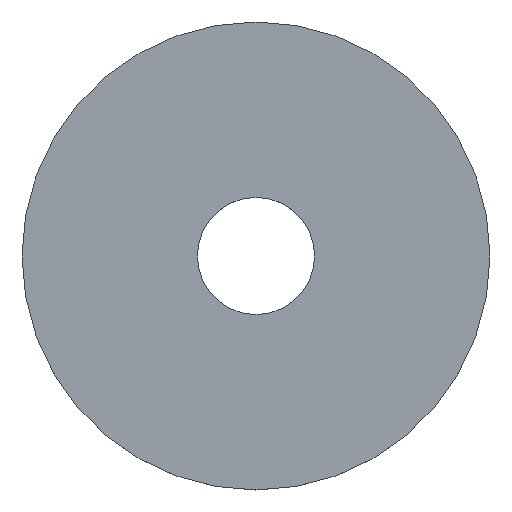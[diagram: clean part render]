
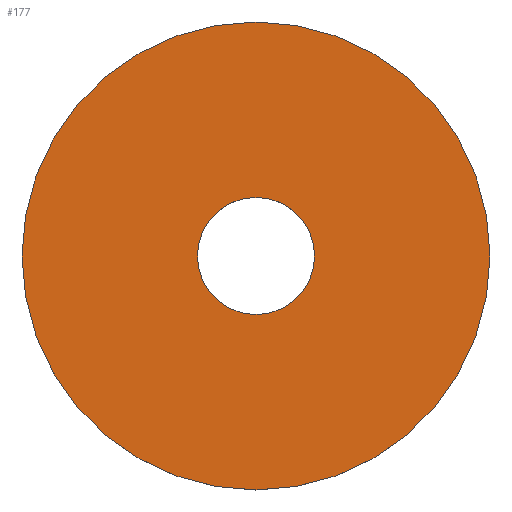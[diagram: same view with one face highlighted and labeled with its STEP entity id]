
A CAD part, top view. The second image highlights one B-rep face of the part: STEP entity #177.
In plain terms, the highlighted planar face has unit normal (0, 0, 1).
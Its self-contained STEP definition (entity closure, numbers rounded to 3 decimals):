
#8 = VERTEX_POINT ( 'NONE', #229 ) ;
#10 = CARTESIAN_POINT ( 'NONE',  ( -10., 0., 3. ) ) ;
#13 = DIRECTION ( 'NONE',  ( 0., 0., 1. ) ) ;
#16 = VERTEX_POINT ( 'NONE', #10 ) ;
#23 = AXIS2_PLACEMENT_3D ( 'NONE', #195, #13, #231 ) ;
#26 = FACE_OUTER_BOUND ( 'NONE', #49, .T. ) ;
#29 = EDGE_LOOP ( 'NONE', ( #190, #247 ) ) ;
#34 = EDGE_CURVE ( 'NONE', #16, #8, #147, .T. ) ;
#39 = DIRECTION ( 'NONE',  ( 0., 0., 1. ) ) ;
#45 = AXIS2_PLACEMENT_3D ( 'NONE', #212, #105, #141 ) ;
#49 = EDGE_LOOP ( 'NONE', ( #210, #214 ) ) ;
#52 = EDGE_CURVE ( 'NONE', #198, #227, #233, .T. ) ;
#88 = CIRCLE ( 'NONE', #237, 10. ) ;
#91 = DIRECTION ( 'NONE',  ( 0., 0., 1. ) ) ;
#101 = FACE_BOUND ( 'NONE', #29, .T. ) ;
#105 = DIRECTION ( 'NONE',  ( 0., 0., 1. ) ) ;
#106 = CARTESIAN_POINT ( 'NONE',  ( 0., 0., 3. ) ) ;
#112 = CARTESIAN_POINT ( 'NONE',  ( 0., 0., 3. ) ) ;
#128 = CARTESIAN_POINT ( 'NONE',  ( 40., 0., 3. ) ) ;
#141 = DIRECTION ( 'NONE',  ( 1., 0., 0. ) ) ;
#143 = DIRECTION ( 'NONE',  ( 1., 0., 0. ) ) ;
#147 = CIRCLE ( 'NONE', #241, 10. ) ;
#148 = CARTESIAN_POINT ( 'NONE',  ( 0., 0., 3. ) ) ;
#152 = DIRECTION ( 'NONE',  ( 1., 0., 0. ) ) ;
#153 = PLANE ( 'NONE',  #225 ) ;
#177 = ADVANCED_FACE ( 'NONE', ( #26, #101 ), #153, .T. ) ;
#182 = CIRCLE ( 'NONE', #23, 40. ) ;
#187 = DIRECTION ( 'NONE',  ( 0., 0., 1. ) ) ;
#188 = EDGE_CURVE ( 'NONE', #8, #16, #88, .T. ) ;
#190 = ORIENTED_EDGE ( 'NONE', *, *, #34, .F. ) ;
#192 = DIRECTION ( 'NONE',  ( 1., 0., 0. ) ) ;
#195 = CARTESIAN_POINT ( 'NONE',  ( 0., 0., 3. ) ) ;
#198 = VERTEX_POINT ( 'NONE', #199 ) ;
#199 = CARTESIAN_POINT ( 'NONE',  ( -40., 0., 3. ) ) ;
#210 = ORIENTED_EDGE ( 'NONE', *, *, #52, .T. ) ;
#212 = CARTESIAN_POINT ( 'NONE',  ( 0., 0., 3. ) ) ;
#214 = ORIENTED_EDGE ( 'NONE', *, *, #215, .T. ) ;
#215 = EDGE_CURVE ( 'NONE', #227, #198, #182, .T. ) ;
#225 = AXIS2_PLACEMENT_3D ( 'NONE', #148, #39, #192 ) ;
#227 = VERTEX_POINT ( 'NONE', #128 ) ;
#229 = CARTESIAN_POINT ( 'NONE',  ( 10., 0., 3. ) ) ;
#231 = DIRECTION ( 'NONE',  ( 1., 0., 0. ) ) ;
#233 = CIRCLE ( 'NONE', #45, 40. ) ;
#237 = AXIS2_PLACEMENT_3D ( 'NONE', #112, #91, #152 ) ;
#241 = AXIS2_PLACEMENT_3D ( 'NONE', #106, #187, #143 ) ;
#247 = ORIENTED_EDGE ( 'NONE', *, *, #188, .F. ) ;
